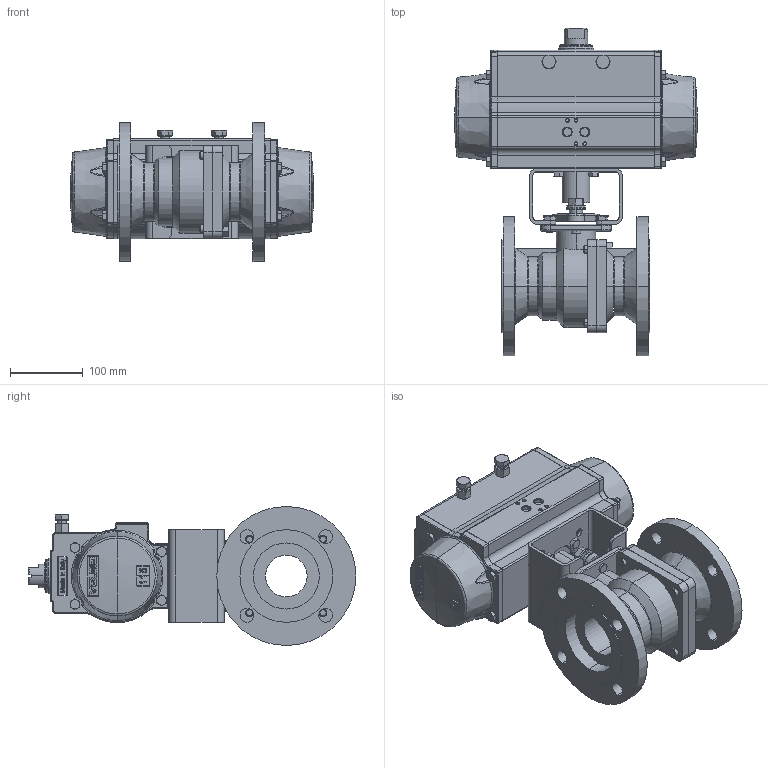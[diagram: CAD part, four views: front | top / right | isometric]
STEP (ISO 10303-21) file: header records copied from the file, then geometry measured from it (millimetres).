
FILE_DESCRIPTION (( 'STEP AP203' ), '1' );
FILE_NAME ('5801R-300_UT-3.5.STEP', '2017-11-30T15:21:11', ( '' ), ( '' ), 'SwSTEP 2.0', 'SolidWorks 2014', '' );
FILE_SCHEMA (( 'CONFIG_CONTROL_DESIGN' ));
Length unit declared in the file: inch
Products named in the file (1): 5801R-300_UT-3.5
Bounding box: 333.18 x 448.94 x 190.5 mm (x, y, z)
Surface area: 568667.9 mm2 (no closed solid volume)
Topology: 0 solids, 37 shells, 1210 faces, 4029 edges, 2745 vertices
Faces by surface type: plane 445, cylinder 251, cone 227, bspline 219, sphere 36, torus 32
Entity records: 61665 total; most frequent: CARTESIAN_POINT 29033, ORIENTED_EDGE 6513, DIRECTION 6330, EDGE_CURVE 4015, VERTEX_POINT 2745, AXIS2_PLACEMENT_3D 2394, LINE 1542, VECTOR 1542
